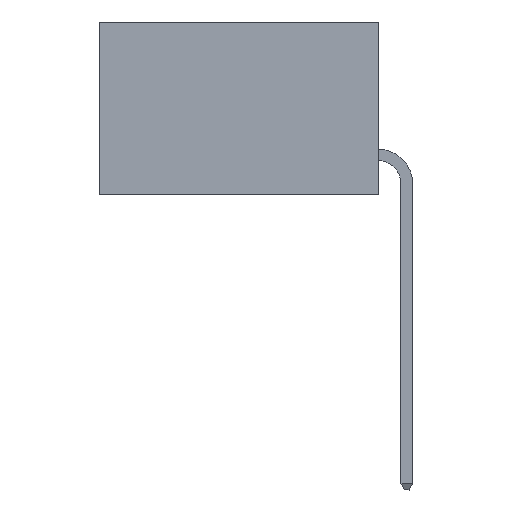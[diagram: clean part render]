
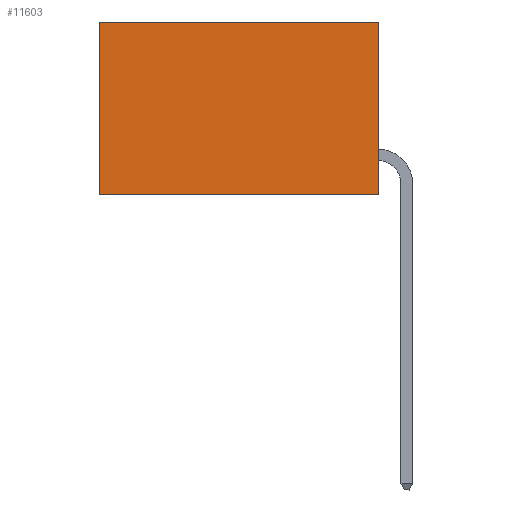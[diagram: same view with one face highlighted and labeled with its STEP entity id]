
A CAD part, left-side view. The second image highlights one B-rep face of the part: STEP entity #11603.
In plain terms, the highlighted planar face has unit normal (-1, 0, 0).
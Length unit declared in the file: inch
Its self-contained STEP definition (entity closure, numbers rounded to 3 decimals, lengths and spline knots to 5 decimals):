
#380 = PLANE ( 'NONE',  #6040 ) ;
#487 = CARTESIAN_POINT ( 'NONE',  ( 0.298, 0., -0.37 ) ) ;
#668 = VERTEX_POINT ( 'NONE', #7821 ) ;
#750 = CARTESIAN_POINT ( 'NONE',  ( 0.298, 0.6, -0.37 ) ) ;
#1144 = EDGE_CURVE ( 'NONE', #2167, #1439, #2256, .T. ) ;
#1157 = ORIENTED_EDGE ( 'NONE', *, *, #1144, .F. ) ;
#1238 = DIRECTION ( 'NONE',  ( 0., 0., -1. ) ) ;
#1439 = VERTEX_POINT ( 'NONE', #487 ) ;
#2074 = VERTEX_POINT ( 'NONE', #750 ) ;
#2167 = VERTEX_POINT ( 'NONE', #11913 ) ;
#2256 = LINE ( 'NONE', #7356, #11366 ) ;
#2284 = FACE_OUTER_BOUND ( 'NONE', #5380, .T. ) ;
#2872 = LINE ( 'NONE', #4161, #5357 ) ;
#3166 = CARTESIAN_POINT ( 'NONE',  ( 0.298, 0., 0. ) ) ;
#3368 = LINE ( 'NONE', #10143, #11304 ) ;
#3619 = LINE ( 'NONE', #5066, #8989 ) ;
#3793 = DIRECTION ( 'NONE',  ( 0., 1., 0. ) ) ;
#4161 = CARTESIAN_POINT ( 'NONE',  ( 0.298, 0.6, 0. ) ) ;
#5066 = CARTESIAN_POINT ( 'NONE',  ( 0.298, 0., -0.37 ) ) ;
#5357 = VECTOR ( 'NONE', #6022, 39.37008 ) ;
#5380 = EDGE_LOOP ( 'NONE', ( #11923, #10866, #1157, #6705 ) ) ;
#6022 = DIRECTION ( 'NONE',  ( 0., 0., -1. ) ) ;
#6040 = AXIS2_PLACEMENT_3D ( 'NONE', #3166, #11500, #1238 ) ;
#6046 = DIRECTION ( 'NONE',  ( 0., 1., 0. ) ) ;
#6705 = ORIENTED_EDGE ( 'NONE', *, *, #9044, .T. ) ;
#7356 = CARTESIAN_POINT ( 'NONE',  ( 0.298, 0., 0. ) ) ;
#7821 = CARTESIAN_POINT ( 'NONE',  ( 0.298, 0.6, 0. ) ) ;
#8989 = VECTOR ( 'NONE', #6046, 39.37008 ) ;
#9044 = EDGE_CURVE ( 'NONE', #2167, #668, #3368, .T. ) ;
#9376 = DIRECTION ( 'NONE',  ( 0., 0., -1. ) ) ;
#10143 = CARTESIAN_POINT ( 'NONE',  ( 0.298, 0., 0. ) ) ;
#10316 = EDGE_CURVE ( 'NONE', #668, #2074, #2872, .T. ) ;
#10664 = EDGE_CURVE ( 'NONE', #1439, #2074, #3619, .T. ) ;
#10866 = ORIENTED_EDGE ( 'NONE', *, *, #10664, .F. ) ;
#11304 = VECTOR ( 'NONE', #3793, 39.37008 ) ;
#11366 = VECTOR ( 'NONE', #9376, 39.37008 ) ;
#11500 = DIRECTION ( 'NONE',  ( 1., 0., 0. ) ) ;
#11603 = ADVANCED_FACE ( 'NONE', ( #2284 ), #380, .F. ) ;
#11913 = CARTESIAN_POINT ( 'NONE',  ( 0.298, 0., 0. ) ) ;
#11923 = ORIENTED_EDGE ( 'NONE', *, *, #10316, .T. ) ;
